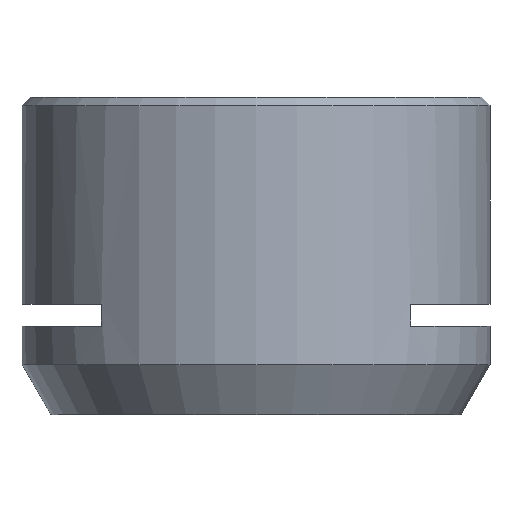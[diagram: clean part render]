
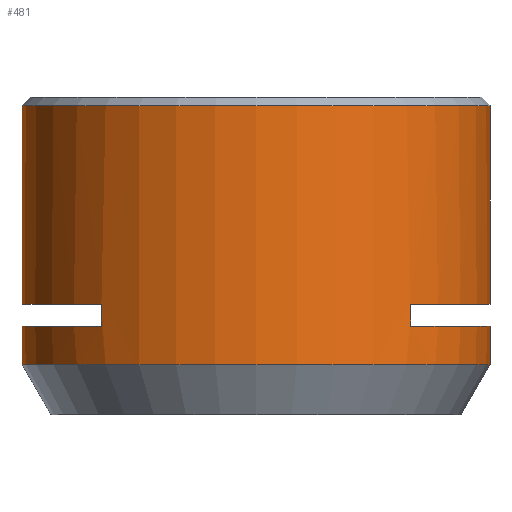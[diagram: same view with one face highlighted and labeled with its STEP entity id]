
A CAD part, front view. The second image highlights one B-rep face of the part: STEP entity #481.
In plain terms, the highlighted cylindrical face has radius 14 mm (diameter 28 mm), a full revolution.
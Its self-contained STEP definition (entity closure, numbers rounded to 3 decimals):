
#21=LINE('',#674,#37);
#22=LINE('',#679,#38);
#23=LINE('',#685,#39);
#24=LINE('',#689,#40);
#37=VECTOR('',#575,1000.);
#38=VECTOR('',#578,1000.);
#39=VECTOR('',#583,1000.);
#40=VECTOR('',#586,1000.);
#53=CYLINDRICAL_SURFACE('',#515,14.);
#73=ORIENTED_EDGE('',*,*,#143,.T.);
#74=ORIENTED_EDGE('',*,*,#146,.F.);
#75=ORIENTED_EDGE('',*,*,#147,.F.);
#76=ORIENTED_EDGE('',*,*,#148,.T.);
#77=ORIENTED_EDGE('',*,*,#149,.F.);
#78=ORIENTED_EDGE('',*,*,#150,.F.);
#79=ORIENTED_EDGE('',*,*,#151,.T.);
#80=ORIENTED_EDGE('',*,*,#152,.F.);
#81=ORIENTED_EDGE('',*,*,#153,.F.);
#82=ORIENTED_EDGE('',*,*,#141,.F.);
#141=EDGE_CURVE('',#179,#179,#209,.T.);
#143=EDGE_CURVE('',#181,#181,#211,.T.);
#146=EDGE_CURVE('',#184,#185,#21,.T.);
#147=EDGE_CURVE('',#186,#184,#214,.T.);
#148=EDGE_CURVE('',#186,#187,#22,.T.);
#149=EDGE_CURVE('',#185,#187,#215,.T.);
#150=EDGE_CURVE('',#188,#189,#216,.T.);
#151=EDGE_CURVE('',#188,#190,#23,.T.);
#152=EDGE_CURVE('',#191,#190,#217,.T.);
#153=EDGE_CURVE('',#189,#191,#24,.T.);
#179=VERTEX_POINT('',#661);
#181=VERTEX_POINT('',#666);
#184=VERTEX_POINT('',#675);
#185=VERTEX_POINT('',#676);
#186=VERTEX_POINT('',#678);
#187=VERTEX_POINT('',#680);
#188=VERTEX_POINT('',#683);
#189=VERTEX_POINT('',#684);
#190=VERTEX_POINT('',#686);
#191=VERTEX_POINT('',#688);
#209=CIRCLE('',#507,14.);
#211=CIRCLE('',#510,14.);
#214=CIRCLE('',#516,14.);
#215=CIRCLE('',#517,14.);
#216=CIRCLE('',#518,14.);
#217=CIRCLE('',#519,14.);
#239=EDGE_LOOP('',(#73));
#240=EDGE_LOOP('',(#74,#75,#76,#77));
#241=EDGE_LOOP('',(#78,#79,#80,#81));
#242=EDGE_LOOP('',(#82));
#279=FACE_BOUND('',#239,.T.);
#280=FACE_BOUND('',#240,.T.);
#281=FACE_BOUND('',#241,.T.);
#282=FACE_BOUND('',#242,.T.);
#481=ADVANCED_FACE('',(#279,#280,#281,#282),#53,.T.);
#507=AXIS2_PLACEMENT_3D('',#660,#557,#558);
#510=AXIS2_PLACEMENT_3D('',#665,#563,#564);
#515=AXIS2_PLACEMENT_3D('',#673,#573,#574);
#516=AXIS2_PLACEMENT_3D('',#677,#576,#577);
#517=AXIS2_PLACEMENT_3D('',#681,#579,#580);
#518=AXIS2_PLACEMENT_3D('',#682,#581,#582);
#519=AXIS2_PLACEMENT_3D('',#687,#584,#585);
#557=DIRECTION('',(0.,0.,1.));
#558=DIRECTION('',(1.,0.,0.));
#563=DIRECTION('',(0.,0.,1.));
#564=DIRECTION('',(1.,0.,0.));
#573=DIRECTION('',(0.,0.,-1.));
#574=DIRECTION('',(1.,0.,0.));
#575=DIRECTION('',(0.,0.,1.));
#576=DIRECTION('',(0.,0.,1.));
#577=DIRECTION('',(1.,0.,0.));
#578=DIRECTION('',(0.,0.,1.));
#579=DIRECTION('',(0.,0.,-1.));
#580=DIRECTION('',(-1.,0.,0.));
#581=DIRECTION('',(0.,0.,1.));
#582=DIRECTION('',(1.,0.,0.));
#583=DIRECTION('',(0.,0.,1.));
#584=DIRECTION('',(0.,0.,-1.));
#585=DIRECTION('',(-1.,0.,0.));
#586=DIRECTION('',(0.,0.,1.));
#660=CARTESIAN_POINT('',(0.,0.,18.5));
#661=CARTESIAN_POINT('',(14.,0.,18.5));
#665=CARTESIAN_POINT('',(0.,0.,3.));
#666=CARTESIAN_POINT('',(14.,0.,3.));
#673=CARTESIAN_POINT('',(0.,0.,60.));
#674=CARTESIAN_POINT('',(-9.25,-10.509,60.));
#675=CARTESIAN_POINT('',(-9.25,-10.509,5.3));
#676=CARTESIAN_POINT('',(-9.25,-10.509,6.6));
#677=CARTESIAN_POINT('',(0.,0.,5.3));
#678=CARTESIAN_POINT('',(-9.25,10.509,5.3));
#679=CARTESIAN_POINT('',(-9.25,10.509,60.));
#680=CARTESIAN_POINT('',(-9.25,10.509,6.6));
#681=CARTESIAN_POINT('',(0.,0.,6.6));
#682=CARTESIAN_POINT('',(0.,0.,5.3));
#683=CARTESIAN_POINT('',(9.25,-10.509,5.3));
#684=CARTESIAN_POINT('',(9.25,10.509,5.3));
#685=CARTESIAN_POINT('',(9.25,-10.509,60.));
#686=CARTESIAN_POINT('',(9.25,-10.509,6.6));
#687=CARTESIAN_POINT('',(0.,0.,6.6));
#688=CARTESIAN_POINT('',(9.25,10.509,6.6));
#689=CARTESIAN_POINT('',(9.25,10.509,60.));
